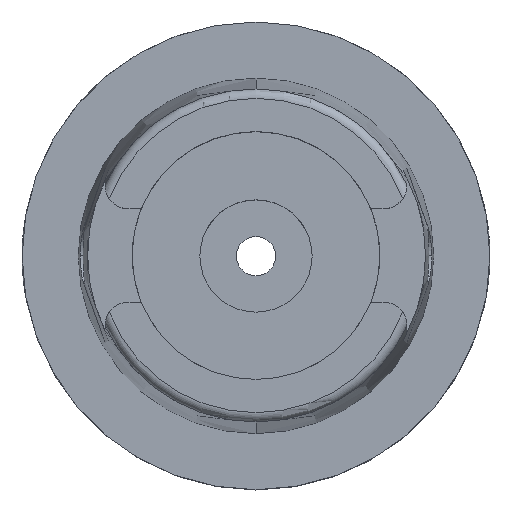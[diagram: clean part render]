
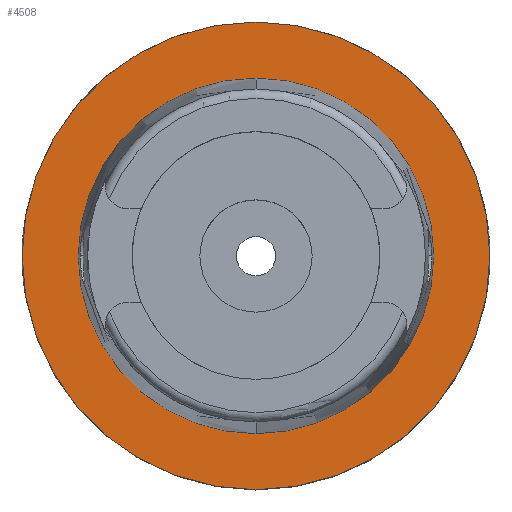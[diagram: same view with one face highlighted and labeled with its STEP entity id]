
A CAD part, top view. The second image highlights one B-rep face of the part: STEP entity #4508.
In plain terms, the highlighted planar face has unit normal (0, 0, 1).
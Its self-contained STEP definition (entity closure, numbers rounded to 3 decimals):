
#2220=CARTESIAN_POINT('',(0.,0.,0.));
#2221=DIRECTION('',(0.,0.,-1.));
#2222=DIRECTION('',(0.,-1.,0.));
#2223=AXIS2_PLACEMENT_3D('',#2220,#2221,#2222);
#2228=CARTESIAN_POINT('',(0.,0.,0.));
#2229=DIRECTION('',(0.,0.,-1.));
#2230=DIRECTION('',(0.,1.,0.));
#2231=AXIS2_PLACEMENT_3D('',#2228,#2229,#2230);
#2236=CARTESIAN_POINT('',(0.,0.,0.));
#2237=DIRECTION('',(0.,0.,1.));
#2238=DIRECTION('',(0.,-1.,0.));
#2239=AXIS2_PLACEMENT_3D('',#2236,#2237,#2238);
#2244=CARTESIAN_POINT('',(0.,0.,0.));
#2245=DIRECTION('',(0.,0.,1.));
#2246=DIRECTION('',(0.,1.,0.));
#2247=AXIS2_PLACEMENT_3D('',#2244,#2245,#2246);
#2545=CARTESIAN_POINT('',(0.,-38.,0.));
#2546=VERTEX_POINT('',#2545);
#2547=CARTESIAN_POINT('',(0.,38.,0.));
#2548=VERTEX_POINT('',#2547);
#2822=CARTESIAN_POINT('',(0.,50.,0.));
#2823=VERTEX_POINT('',#2822);
#2824=CARTESIAN_POINT('',(0.,-50.,0.));
#2825=VERTEX_POINT('',#2824);
#4495=CARTESIAN_POINT('',(0.,0.,0.));
#4496=DIRECTION('',(0.,0.,1.));
#4497=DIRECTION('',(0.,1.,0.));
#4498=AXIS2_PLACEMENT_3D('',#4495,#4496,#4497);
#4499=PLANE('',#4498);
#4500=ORIENTED_EDGE('',*,*,#4260,.T.);
#4501=ORIENTED_EDGE('',*,*,#4369,.T.);
#4502=EDGE_LOOP('',(#4500,#4501));
#4503=FACE_OUTER_BOUND('',#4502,.F.);
#4504=ORIENTED_EDGE('',*,*,#3060,.T.);
#4505=ORIENTED_EDGE('',*,*,#3031,.T.);
#4506=EDGE_LOOP('',(#4504,#4505));
#4507=FACE_BOUND('',#4506,.F.);
#2224=CIRCLE('',#2223,50.);
#2232=CIRCLE('',#2231,50.);
#2240=CIRCLE('',#2239,38.);
#2248=CIRCLE('',#2247,38.);
#3031=EDGE_CURVE('',#2548,#2546,#2248,.T.);
#3060=EDGE_CURVE('',#2546,#2548,#2240,.T.);
#4260=EDGE_CURVE('',#2825,#2823,#2224,.T.);
#4369=EDGE_CURVE('',#2823,#2825,#2232,.T.);
#4508=ADVANCED_FACE('',(#4503,#4507),#4499,.T.);
